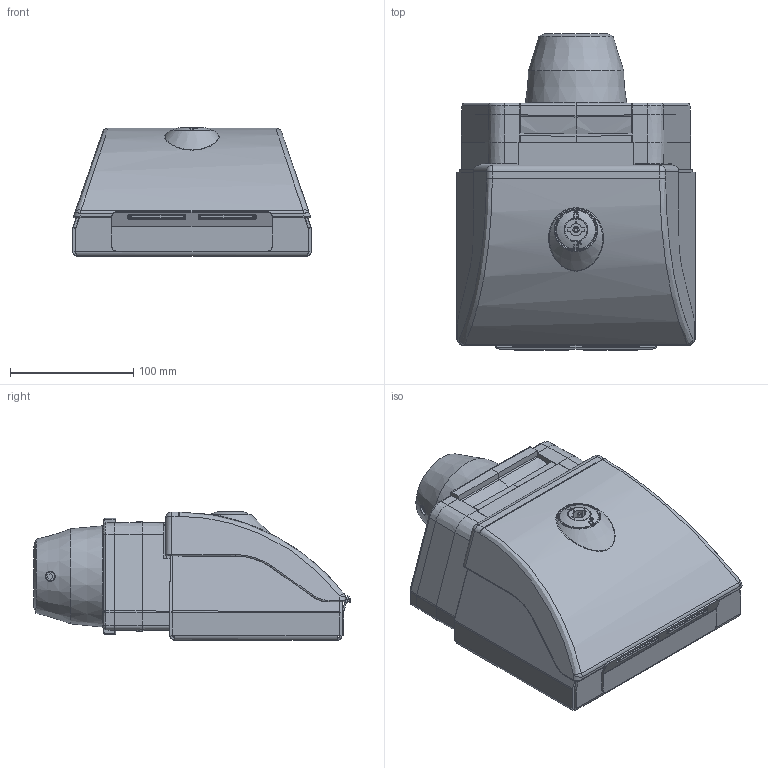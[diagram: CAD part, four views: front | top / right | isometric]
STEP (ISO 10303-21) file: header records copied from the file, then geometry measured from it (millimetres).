
FILE_DESCRIPTION (( 'STEP AP214' ), '1' );
FILE_NAME ('50203099.STEP', '2020-03-11T15:47:13', ( '' ), ( '' ), 'SwSTEP 2.0', 'SolidWorks 2018', '' );
FILE_SCHEMA (( 'AUTOMOTIVE_DESIGN' ));
Length unit declared in the file: millimetre
Products named in the file (67): 42468; 93238; 98061; 50203099; 40000012405; 12118; 57037300_4; 41894; 12117; 98319_1-078_P1; 98319_1-077_01_0012267; 12116; 12120; 42467; 57037300_2; 82481; 57037300_3; 57037300; 98319_100-0545_15-00012(10); 57037300_1; 82005_680; 12119; 98319_1-078_N; 42468_KAT50.203099; 98319_1-078_FD; 98319; 57023; 98319_248-9803_01-01201_0_H
Assembly tree (43 placements, depth 3):
  42468
  93238
  98061
  50203099
    42468_KAT50.203099
    41894
    98319
      98319_248-9803_01-01201_0_H
      98319_1-078_FD
      98319_1-078_P1
      98319_1-077_01_0012267
      98319_1-078_N
      98319_100-0545_15-00012(10)
    82005_680
    93238  x4
    57023
      12116
      12117
      42467
      82481
      12118
      12119
      12120
      93238  x4
      40000012405  x4
    98061  x4
    40000012405  x4
    57037300_4
      57037300_1
      57037300_3
      57037300
      57037300_2
  12118
Bounding box: 193.1 x 256.84 x 104.51 mm (x, y, z)
Volume: 806230.1 mm3; surface area: 432586.9 mm2
Topology: 36 solids, 42 shells, 2431 faces, 5720 edges, 3505 vertices
Faces by surface type: plane 1092, cylinder 566, bspline 424, cone 165, torus 113, sphere 71
Full cylindrical faces by diameter (mm): 1.7 x2, 3 x1, 4.2 x8, 4.917 x1, 5 x19, 5.3 x4, 5.5 x6, 6 x9, 7 x4, 8 x12, 8.5 x8, 9.1 x1, 10 x18, 12.2 x1, 12.3 x1, 13.5 x1, 14 x2, 14.05 x1, 14.9 x1, 16.5 x1, 18 x1, 18.1 x1, 19.294 x1, 19.5 x1, 19.73 x1, 32 x1, 32.5 x1, 40 x2, 48.8 x1, 55 x1
Entity records: 82608 total; most frequent: CARTESIAN_POINT 34830, ORIENTED_EDGE 9736, DIRECTION 8512, EDGE_CURVE 4868, VERTEX_POINT 3082, AXIS2_PLACEMENT_3D 3015, VECTOR 2482, LINE 2482
